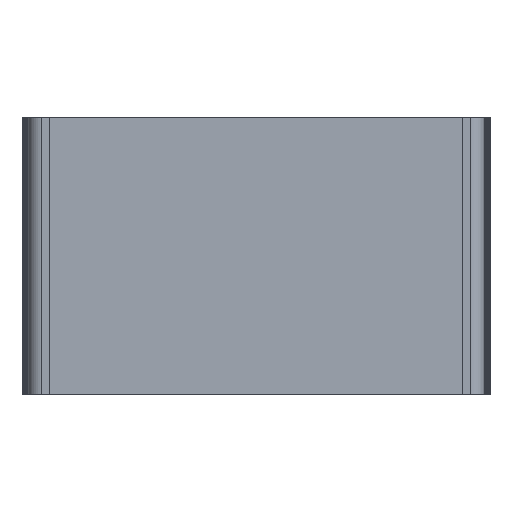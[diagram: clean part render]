
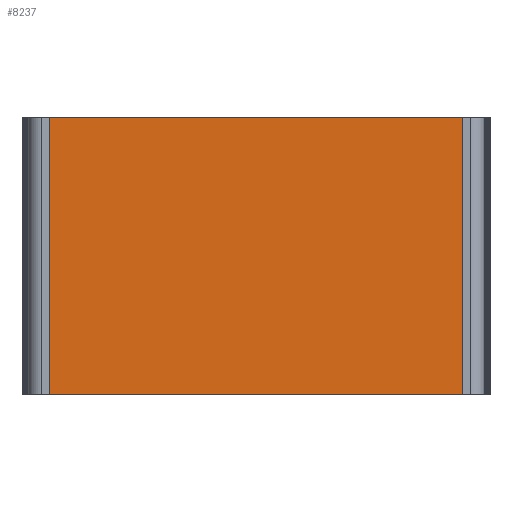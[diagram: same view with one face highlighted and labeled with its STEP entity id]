
A CAD part, front view. The second image highlights one B-rep face of the part: STEP entity #8237.
In plain terms, the highlighted planar face has unit normal (0, -1, 0).
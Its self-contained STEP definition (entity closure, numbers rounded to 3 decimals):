
#8181=CARTESIAN_POINT('',(155.304,66.916,-200.0));
#8182=VERTEX_POINT('',#8181);
#8190=CARTESIAN_POINT('',(155.304,66.916,-100.0));
#8191=VERTEX_POINT('',#8190);
#8198=CARTESIAN_POINT('',(155.304,66.916,-100.0));
#8199=DIRECTION('',(0.0,0.0,-1.0));
#8200=VECTOR('',#8199,100.0);
#8201=LINE('',#8198,#8200);
#8202=EDGE_CURVE('',#8191,#8182,#8201,.T.);
#8207=CARTESIAN_POINT('',(6.304,66.916,0.0));
#8208=DIRECTION('',(0.0,-1.0,0.0));
#8209=DIRECTION('',(0.0,0.0,-1.0));
#8210=AXIS2_PLACEMENT_3D('',#8207,#8208,#8209);
#8211=PLANE('',#8210);
#8212=CARTESIAN_POINT('',(6.304,66.916,-200.0));
#8213=VERTEX_POINT('',#8212);
#8214=CARTESIAN_POINT('',(6.304,66.916,-200.0));
#8215=DIRECTION('',(1.0,0.0,0.0));
#8216=VECTOR('',#8215,149.);
#8217=LINE('',#8214,#8216);
#8218=EDGE_CURVE('',#8213,#8182,#8217,.T.);
#8219=ORIENTED_EDGE('',*,*,#8218,.T.);
#8220=ORIENTED_EDGE('',*,*,#8202,.F.);
#8221=CARTESIAN_POINT('',(6.304,66.916,-100.0));
#8222=VERTEX_POINT('',#8221);
#8223=CARTESIAN_POINT('',(155.304,66.916,-100.0));
#8224=DIRECTION('',(-1.0,0.0,0.0));
#8225=VECTOR('',#8224,149.);
#8226=LINE('',#8223,#8225);
#8227=EDGE_CURVE('',#8191,#8222,#8226,.T.);
#8228=ORIENTED_EDGE('',*,*,#8227,.T.);
#8229=CARTESIAN_POINT('',(6.304,66.916,-100.0));
#8230=DIRECTION('',(0.0,0.0,-1.0));
#8231=VECTOR('',#8230,100.0);
#8232=LINE('',#8229,#8231);
#8233=EDGE_CURVE('',#8222,#8213,#8232,.T.);
#8234=ORIENTED_EDGE('',*,*,#8233,.T.);
#8235=EDGE_LOOP('',(#8219,#8220,#8228,#8234));
#8236=FACE_OUTER_BOUND('',#8235,.T.);
#8237=ADVANCED_FACE('',(#8236),#8211,.T.);
